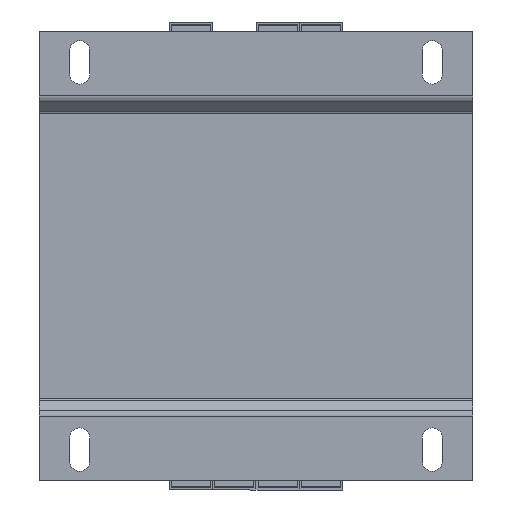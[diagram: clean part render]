
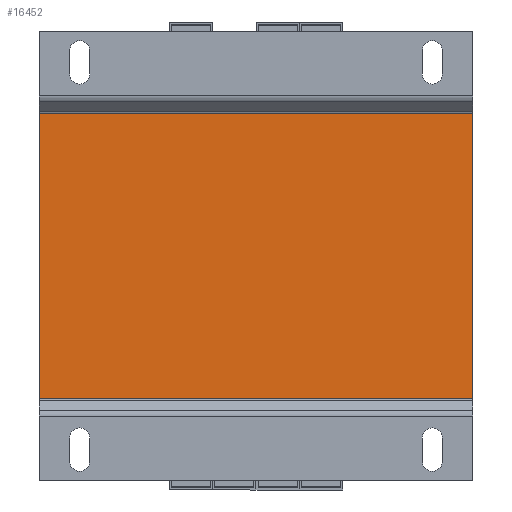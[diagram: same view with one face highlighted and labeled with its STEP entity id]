
A CAD part, front view. The second image highlights one B-rep face of the part: STEP entity #16452.
In plain terms, the highlighted planar face has unit normal (0, -1, 0).
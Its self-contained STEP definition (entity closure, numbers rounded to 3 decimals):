
#4 = ORIENTED_EDGE ( 'NONE', *, *, #1470, .F. ) ;
#1403 = CARTESIAN_POINT ( 'NONE',  ( 0., -64.5, 49.313 ) ) ;
#1470 = EDGE_CURVE ( 'NONE', #16747, #16993, #16427, .T. ) ;
#2134 = VERTEX_POINT ( 'NONE', #2164 ) ;
#2164 = CARTESIAN_POINT ( 'NONE',  ( -75., -64.5, 49.313 ) ) ;
#2479 = EDGE_CURVE ( 'NONE', #16993, #4781, #17252, .T. ) ;
#3007 = AXIS2_PLACEMENT_3D ( 'NONE', #12019, #13632, #16212 ) ;
#4003 = CARTESIAN_POINT ( 'NONE',  ( 75., -64.5, -49.313 ) ) ;
#4279 = DIRECTION ( 'NONE',  ( -1., 0., 0. ) ) ;
#4781 = VERTEX_POINT ( 'NONE', #10544 ) ;
#5136 = CARTESIAN_POINT ( 'NONE',  ( -75., -64.5, -77.7 ) ) ;
#5206 = PLANE ( 'NONE',  #3007 ) ;
#7895 = DIRECTION ( 'NONE',  ( 0., 0., 1. ) ) ;
#8638 = DIRECTION ( 'NONE',  ( 0., 0., -1. ) ) ;
#9683 = CARTESIAN_POINT ( 'NONE',  ( 0., -64.5, -49.313 ) ) ;
#9826 = LINE ( 'NONE', #5136, #14539 ) ;
#9936 = ORIENTED_EDGE ( 'NONE', *, *, #2479, .F. ) ;
#10476 = LINE ( 'NONE', #1403, #16664 ) ;
#10544 = CARTESIAN_POINT ( 'NONE',  ( -75., -64.5, -49.313 ) ) ;
#10702 = DIRECTION ( 'NONE',  ( -1., 0., 0. ) ) ;
#10977 = ORIENTED_EDGE ( 'NONE', *, *, #12189, .F. ) ;
#11048 = EDGE_LOOP ( 'NONE', ( #4, #12031, #10977, #9936 ) ) ;
#12019 = CARTESIAN_POINT ( 'NONE',  ( 0., -64.5, 0. ) ) ;
#12031 = ORIENTED_EDGE ( 'NONE', *, *, #12268, .T. ) ;
#12116 = VECTOR ( 'NONE', #4279, 1000. ) ;
#12189 = EDGE_CURVE ( 'NONE', #4781, #2134, #9826, .T. ) ;
#12268 = EDGE_CURVE ( 'NONE', #16747, #2134, #10476, .T. ) ;
#13300 = CARTESIAN_POINT ( 'NONE',  ( 75., -64.5, 49.313 ) ) ;
#13632 = DIRECTION ( 'NONE',  ( 0., 1., 0. ) ) ;
#13912 = FACE_OUTER_BOUND ( 'NONE', #11048, .T. ) ;
#14539 = VECTOR ( 'NONE', #7895, 1000. ) ;
#15153 = VECTOR ( 'NONE', #8638, 1000. ) ;
#15598 = CARTESIAN_POINT ( 'NONE',  ( 75., -64.5, -77.7 ) ) ;
#16212 = DIRECTION ( 'NONE',  ( 0., 0., 1. ) ) ;
#16427 = LINE ( 'NONE', #15598, #15153 ) ;
#16452 = ADVANCED_FACE ( 'NONE', ( #13912 ), #5206, .F. ) ;
#16664 = VECTOR ( 'NONE', #10702, 1000. ) ;
#16747 = VERTEX_POINT ( 'NONE', #13300 ) ;
#16993 = VERTEX_POINT ( 'NONE', #4003 ) ;
#17252 = LINE ( 'NONE', #9683, #12116 ) ;
